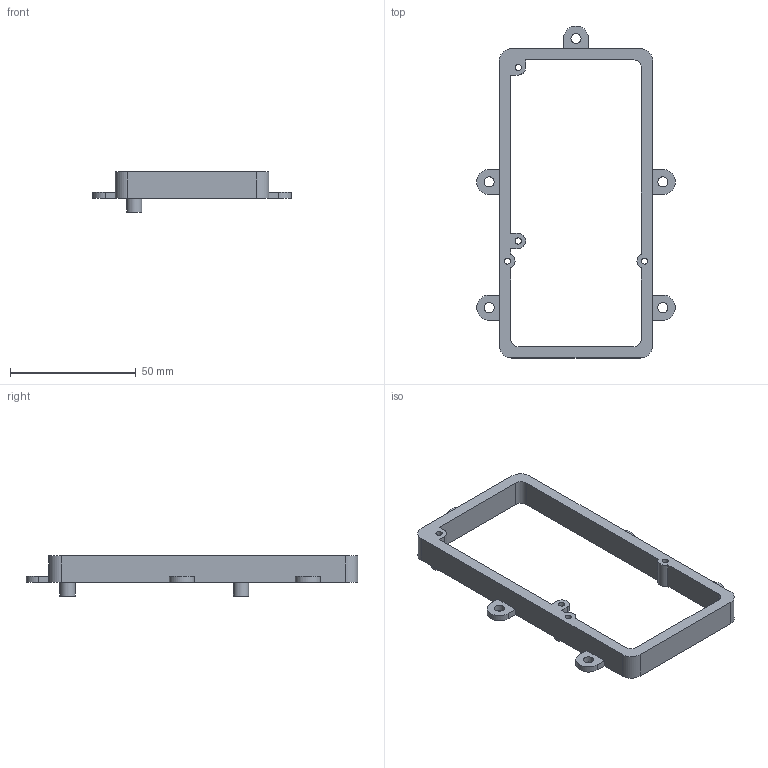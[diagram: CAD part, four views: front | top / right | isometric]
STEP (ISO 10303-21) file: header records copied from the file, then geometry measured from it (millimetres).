
FILE_DESCRIPTION(/* description */ (''),/* implementation_level */ '2;1');
FILE_NAME(/* name */ 'Frame.step',/* time_stamp */ '2025-11-10T23:47:56+01:00',/* author */ (''),/* organization */ (''),/* preprocessor_version */ 'ST-DEVELOPER v20.1',/* originating_system */ 'Autodesk Translation Framework v14.17.0.0',/* authorisation */ '');
FILE_SCHEMA (('AUTOMOTIVE_DESIGN { 1 0 10303 214 3 1 1 }'));
Length unit declared in the file: millimetre
Products named in the file (1): 2025-11-10-23-47-56-084
Bounding box: 79 x 132 x 16 mm (x, y, z)
Volume: 18105 mm3; surface area: 12187.2 mm2
Topology: 1 solids, 1 shells, 59 faces, 170 edges, 113 vertices
Faces by surface type: plane 34, cylinder 25
Full cylindrical faces by diameter (mm): 2.4 x2, 2.5 x2, 4 x5, 6 x2
Entity records: 2022 total; most frequent: DIRECTION 343, CARTESIAN_POINT 343, ORIENTED_EDGE 340, EDGE_CURVE 170, LINE 117, VECTOR 117, VERTEX_POINT 113, AXIS2_PLACEMENT_3D 113
